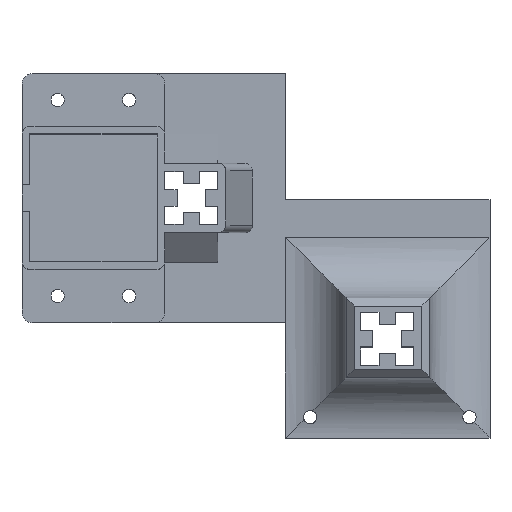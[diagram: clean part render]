
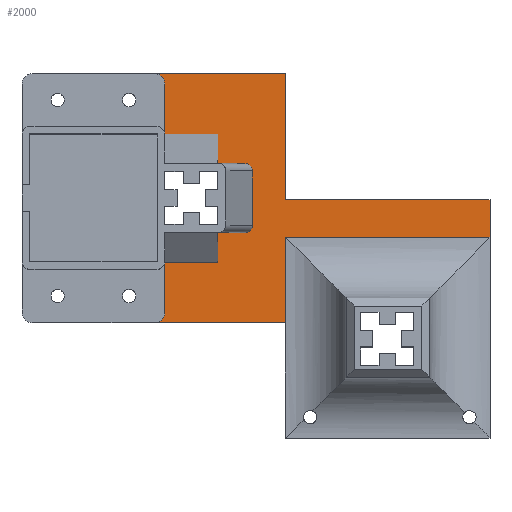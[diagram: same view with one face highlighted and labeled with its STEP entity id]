
A CAD part, top view. The second image highlights one B-rep face of the part: STEP entity #2000.
In plain terms, the highlighted planar face has unit normal (0, 0, 1).
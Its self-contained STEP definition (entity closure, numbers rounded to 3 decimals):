
#1649=CARTESIAN_POINT('',(214.714,135.601,0.));
#1650=VERTEX_POINT('',#1649);
#1725=CARTESIAN_POINT('',(214.714,167.807,0.));
#1726=VERTEX_POINT('',#1725);
#1734=CARTESIAN_POINT('',(214.714,135.601,0.));
#1735=DIRECTION('',(0.,1.,0.));
#1736=VECTOR('',#1735,32.206);
#1737=LINE('',#1734,#1736);
#1738=EDGE_CURVE('',#1650,#1726,#1737,.T.);
#1780=CARTESIAN_POINT('',(291.714,181.807,0.));
#1781=VERTEX_POINT('',#1780);
#1788=CARTESIAN_POINT('',(291.714,167.807,0.));
#1789=VERTEX_POINT('',#1788);
#1790=CARTESIAN_POINT('',(291.714,181.807,0.));
#1791=DIRECTION('',(0.,-1.,0.));
#1792=VECTOR('',#1791,14.);
#1793=LINE('',#1790,#1792);
#1794=EDGE_CURVE('',#1781,#1789,#1793,.T.);
#1815=CARTESIAN_POINT('',(214.714,181.807,0.));
#1816=VERTEX_POINT('',#1815);
#1823=CARTESIAN_POINT('',(291.714,181.807,0.));
#1824=DIRECTION('',(-1.,0.,0.));
#1825=VECTOR('',#1824,77.);
#1826=LINE('',#1823,#1825);
#1827=EDGE_CURVE('',#1781,#1816,#1826,.T.);
#1838=CARTESIAN_POINT('',(214.714,167.807,0.));
#1839=DIRECTION('',(1.,0.,-0.));
#1840=VECTOR('',#1839,77.);
#1841=LINE('',#1838,#1840);
#1842=EDGE_CURVE('',#1726,#1789,#1841,.T.);
#1851=CARTESIAN_POINT('',(-42.,140.,0.));
#1852=DIRECTION('',(0.,0.,1.));
#1853=DIRECTION('',(1.,0.,0.));
#1854=AXIS2_PLACEMENT_3D('',#1851,#1852,#1853);
#1855=PLANE('',#1854);
#1856=ORIENTED_EDGE('',*,*,#1827,.T.);
#1857=CARTESIAN_POINT('',(214.714,198.5,0.));
#1858=VERTEX_POINT('',#1857);
#1859=CARTESIAN_POINT('',(214.714,198.5,0.));
#1860=DIRECTION('',(0.,-1.,0.));
#1861=VECTOR('',#1860,16.693);
#1862=LINE('',#1859,#1861);
#1863=EDGE_CURVE('',#1858,#1816,#1862,.T.);
#1864=ORIENTED_EDGE('',*,*,#1863,.F.);
#1865=CARTESIAN_POINT('',(214.714,229.39,0.));
#1866=VERTEX_POINT('',#1865);
#1867=CARTESIAN_POINT('',(214.714,198.5,0.));
#1868=DIRECTION('',(0.,1.,0.));
#1869=VECTOR('',#1868,30.89);
#1870=LINE('',#1867,#1869);
#1871=EDGE_CURVE('',#1858,#1866,#1870,.T.);
#1872=ORIENTED_EDGE('',*,*,#1871,.T.);
#1873=CARTESIAN_POINT('',(165.3,229.39,-0.));
#1874=VERTEX_POINT('',#1873);
#1875=CARTESIAN_POINT('',(214.714,229.39,-0.));
#1876=DIRECTION('',(-1.,0.,0.));
#1877=VECTOR('',#1876,49.414);
#1878=LINE('',#1875,#1877);
#1879=EDGE_CURVE('',#1866,#1874,#1878,.T.);
#1880=ORIENTED_EDGE('',*,*,#1879,.T.);
#1881=CARTESIAN_POINT('',(169.3,225.39,0.));
#1882=VERTEX_POINT('',#1881);
#1883=CARTESIAN_POINT('',(165.3,225.39,0.));
#1884=DIRECTION('',(0.,0.,-1.));
#1885=DIRECTION('',(1.,0.,0.));
#1886=AXIS2_PLACEMENT_3D('',#1883,#1884,#1885);
#1887=CIRCLE('',#1886,4.);
#1888=EDGE_CURVE('',#1874,#1882,#1887,.T.);
#1889=ORIENTED_EDGE('',*,*,#1888,.T.);
#1890=CARTESIAN_POINT('',(169.3,206.575,0.));
#1891=VERTEX_POINT('',#1890);
#1892=CARTESIAN_POINT('',(169.3,206.575,0.));
#1893=DIRECTION('',(0.,1.,0.));
#1894=VECTOR('',#1893,18.815);
#1895=LINE('',#1892,#1894);
#1896=EDGE_CURVE('',#1891,#1882,#1895,.T.);
#1897=ORIENTED_EDGE('',*,*,#1896,.F.);
#1898=CARTESIAN_POINT('',(189.3,206.575,0.));
#1899=VERTEX_POINT('',#1898);
#1900=CARTESIAN_POINT('',(169.3,206.575,0.));
#1901=DIRECTION('',(1.,0.,-0.));
#1902=VECTOR('',#1901,20.);
#1903=LINE('',#1900,#1902);
#1904=EDGE_CURVE('',#1891,#1899,#1903,.T.);
#1905=ORIENTED_EDGE('',*,*,#1904,.T.);
#1906=CARTESIAN_POINT('',(189.3,195.5,0.));
#1907=VERTEX_POINT('',#1906);
#1908=CARTESIAN_POINT('',(189.3,195.5,0.));
#1909=DIRECTION('',(0.,1.,0.));
#1910=VECTOR('',#1909,11.075);
#1911=LINE('',#1908,#1910);
#1912=EDGE_CURVE('',#1907,#1899,#1911,.T.);
#1913=ORIENTED_EDGE('',*,*,#1912,.F.);
#1914=CARTESIAN_POINT('',(199.366,195.5,0.));
#1915=VERTEX_POINT('',#1914);
#1916=CARTESIAN_POINT('',(189.3,195.5,0.));
#1917=DIRECTION('',(1.,0.,-0.));
#1918=VECTOR('',#1917,10.066);
#1919=LINE('',#1916,#1918);
#1920=EDGE_CURVE('',#1907,#1915,#1919,.T.);
#1921=ORIENTED_EDGE('',*,*,#1920,.T.);
#1922=CARTESIAN_POINT('',(202.3,192.7,0.));
#1923=VERTEX_POINT('',#1922);
#1924=CARTESIAN_POINT('',(199.366,192.7,0.));
#1925=DIRECTION('',(0.,0.,-1.));
#1926=DIRECTION('',(1.,0.,0.));
#1927=AXIS2_PLACEMENT_3D('',#1924,#1925,#1926);
#1928=ELLIPSE('',#1927,2.934,2.8);
#1929=EDGE_CURVE('',#1915,#1923,#1928,.T.);
#1930=ORIENTED_EDGE('',*,*,#1929,.T.);
#1931=CARTESIAN_POINT('',(202.3,172.3,0.));
#1932=VERTEX_POINT('',#1931);
#1933=CARTESIAN_POINT('',(202.3,172.3,0.));
#1934=DIRECTION('',(0.,1.,0.));
#1935=VECTOR('',#1934,20.4);
#1936=LINE('',#1933,#1935);
#1937=EDGE_CURVE('',#1932,#1923,#1936,.T.);
#1938=ORIENTED_EDGE('',*,*,#1937,.F.);
#1939=CARTESIAN_POINT('',(199.366,169.5,0.));
#1940=VERTEX_POINT('',#1939);
#1941=CARTESIAN_POINT('',(199.366,172.3,0.));
#1942=DIRECTION('',(0.,0.,-1.));
#1943=DIRECTION('',(1.,0.,0.));
#1944=AXIS2_PLACEMENT_3D('',#1941,#1942,#1943);
#1945=ELLIPSE('',#1944,2.934,2.8);
#1946=EDGE_CURVE('',#1932,#1940,#1945,.T.);
#1947=ORIENTED_EDGE('',*,*,#1946,.T.);
#1948=CARTESIAN_POINT('',(189.3,169.5,0.));
#1949=VERTEX_POINT('',#1948);
#1950=CARTESIAN_POINT('',(199.366,169.5,0.));
#1951=DIRECTION('',(-1.,0.,0.));
#1952=VECTOR('',#1951,10.066);
#1953=LINE('',#1950,#1952);
#1954=EDGE_CURVE('',#1940,#1949,#1953,.T.);
#1955=ORIENTED_EDGE('',*,*,#1954,.T.);
#1956=CARTESIAN_POINT('',(189.3,158.425,-0.));
#1957=VERTEX_POINT('',#1956);
#1958=CARTESIAN_POINT('',(189.3,169.5,0.));
#1959=DIRECTION('',(0.,-1.,0.));
#1960=VECTOR('',#1959,11.075);
#1961=LINE('',#1958,#1960);
#1962=EDGE_CURVE('',#1949,#1957,#1961,.T.);
#1963=ORIENTED_EDGE('',*,*,#1962,.T.);
#1964=CARTESIAN_POINT('',(169.3,158.425,0.));
#1965=VERTEX_POINT('',#1964);
#1966=CARTESIAN_POINT('',(169.3,158.425,0.));
#1967=DIRECTION('',(1.,0.,-0.));
#1968=VECTOR('',#1967,20.);
#1969=LINE('',#1966,#1968);
#1970=EDGE_CURVE('',#1965,#1957,#1969,.T.);
#1971=ORIENTED_EDGE('',*,*,#1970,.F.);
#1972=CARTESIAN_POINT('',(169.3,139.601,0.));
#1973=VERTEX_POINT('',#1972);
#1974=CARTESIAN_POINT('',(169.3,139.601,0.));
#1975=DIRECTION('',(0.,1.,0.));
#1976=VECTOR('',#1975,18.824);
#1977=LINE('',#1974,#1976);
#1978=EDGE_CURVE('',#1973,#1965,#1977,.T.);
#1979=ORIENTED_EDGE('',*,*,#1978,.F.);
#1980=CARTESIAN_POINT('',(165.3,135.601,-0.));
#1981=VERTEX_POINT('',#1980);
#1982=CARTESIAN_POINT('',(165.3,139.601,0.));
#1983=DIRECTION('',(0.,0.,-1.));
#1984=DIRECTION('',(1.,0.,0.));
#1985=AXIS2_PLACEMENT_3D('',#1982,#1983,#1984);
#1986=CIRCLE('',#1985,4.);
#1987=EDGE_CURVE('',#1973,#1981,#1986,.T.);
#1988=ORIENTED_EDGE('',*,*,#1987,.T.);
#1989=CARTESIAN_POINT('',(214.714,135.601,-0.));
#1990=DIRECTION('',(-1.,0.,0.));
#1991=VECTOR('',#1990,49.414);
#1992=LINE('',#1989,#1991);
#1993=EDGE_CURVE('',#1650,#1981,#1992,.T.);
#1994=ORIENTED_EDGE('',*,*,#1993,.F.);
#1995=ORIENTED_EDGE('',*,*,#1738,.T.);
#1996=ORIENTED_EDGE('',*,*,#1842,.T.);
#1997=ORIENTED_EDGE('',*,*,#1794,.F.);
#1998=EDGE_LOOP('',(#1856,#1864,#1872,#1880,#1889,#1897,#1905,#1913,#1921,#1930,#1938,#1947,#1955,#1963,#1971,#1979,#1988,#1994,#1995,#1996,#1997));
#1999=FACE_BOUND('',#1998,.T.);
#2000=ADVANCED_FACE('',(#1999),#1855,.T.);
